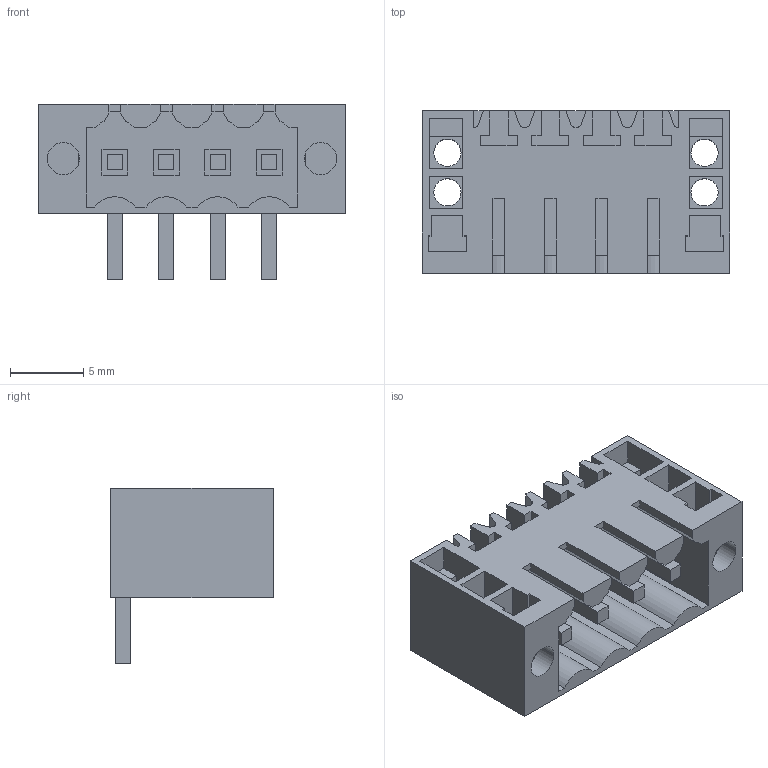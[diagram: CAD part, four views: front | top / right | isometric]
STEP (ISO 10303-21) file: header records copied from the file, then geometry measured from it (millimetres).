
FILE_DESCRIPTION(('CATIA V5 STEP Exchange','CAx-IF Rec.Pracs.--- Model Styling and Organization---1.2---2011-12-15'),'2;1');
FILE_NAME ('D1453533_0_1615550000_1615550000.stp','2018-03-06T12:13:52+00:00',('none'),('Weidmueller'),'CATIA Version 5-6 Release 2014','CATIA V5 STEP AP214','none');
FILE_SCHEMA(('AUTOMOTIVE_DESIGN { 1 0 10303 214 1 1 1 1 }'));
Length unit declared in the file: millimetre
Products named in the file (1): 1615550000
Bounding box: 20.9 x 11.05 x 11.95 mm (x, y, z)
Volume: 813.1 mm3; surface area: 2271.1 mm2
Topology: 5 solids, 5 shells, 306 faces, 899 edges, 609 vertices
Faces by surface type: plane 273, cylinder 33
Entity records: 9597 total; most frequent: ORIENTED_EDGE 1798, CARTESIAN_POINT 1720, DIRECTION 1321, EDGE_CURVE 899, VECTOR 825, LINE 825, VERTEX_POINT 609, EDGE_LOOP 338
